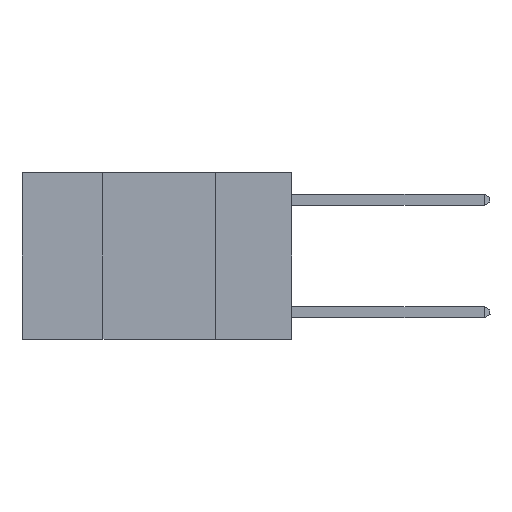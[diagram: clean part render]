
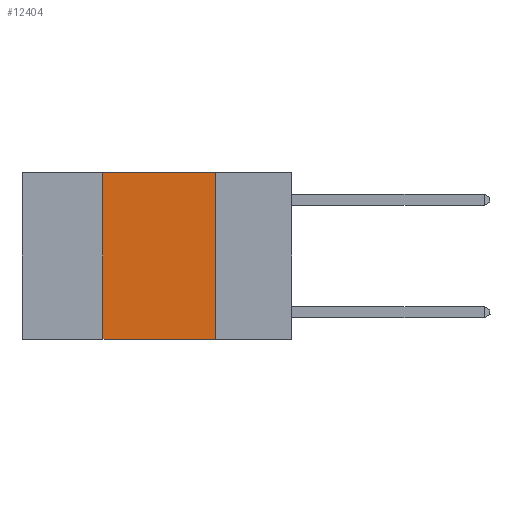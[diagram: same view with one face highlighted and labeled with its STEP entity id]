
A CAD part, left-side view. The second image highlights one B-rep face of the part: STEP entity #12404.
In plain terms, the highlighted planar face has unit normal (-1, 0, 0).
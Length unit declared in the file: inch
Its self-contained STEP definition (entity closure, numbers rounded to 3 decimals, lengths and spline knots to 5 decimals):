
#426 = DIRECTION ( 'NONE',  ( 0., 0., -1. ) ) ;
#520 = FACE_OUTER_BOUND ( 'NONE', #4807, .T. ) ;
#877 = VERTEX_POINT ( 'NONE', #10598 ) ;
#1136 = EDGE_CURVE ( 'NONE', #877, #1467, #17120, .T. ) ;
#1184 = ORIENTED_EDGE ( 'NONE', *, *, #10328, .T. ) ;
#1467 = VERTEX_POINT ( 'NONE', #2235 ) ;
#1730 = DIRECTION ( 'NONE',  ( 0., -1., 0. ) ) ;
#1775 = DIRECTION ( 'NONE',  ( 1., 0., 0. ) ) ;
#2235 = CARTESIAN_POINT ( 'NONE',  ( 0., 0.42, 0. ) ) ;
#2571 = VECTOR ( 'NONE', #1730, 39.37008 ) ;
#2698 = DIRECTION ( 'NONE',  ( 0., -1., 0. ) ) ;
#3356 = CARTESIAN_POINT ( 'NONE',  ( 0., 0.6, -0.37 ) ) ;
#3979 = CARTESIAN_POINT ( 'NONE',  ( 0., 0.42, 0. ) ) ;
#4807 = EDGE_LOOP ( 'NONE', ( #9756, #6554, #13148, #1184 ) ) ;
#5089 = PLANE ( 'NONE',  #14234 ) ;
#6454 = VERTEX_POINT ( 'NONE', #7681 ) ;
#6554 = ORIENTED_EDGE ( 'NONE', *, *, #14031, .F. ) ;
#6880 = DIRECTION ( 'NONE',  ( 0., 0., -1. ) ) ;
#7681 = CARTESIAN_POINT ( 'NONE',  ( 0., 0.17, 0. ) ) ;
#8460 = VECTOR ( 'NONE', #2698, 39.37008 ) ;
#9756 = ORIENTED_EDGE ( 'NONE', *, *, #13968, .F. ) ;
#10328 = EDGE_CURVE ( 'NONE', #877, #10364, #16285, .T. ) ;
#10364 = VERTEX_POINT ( 'NONE', #16574 ) ;
#10598 = CARTESIAN_POINT ( 'NONE',  ( 0., 0.42, -0.37 ) ) ;
#10664 = CARTESIAN_POINT ( 'NONE',  ( 0., 0.6, 0. ) ) ;
#12083 = CARTESIAN_POINT ( 'NONE',  ( 0., 0.17, 0. ) ) ;
#12404 = ADVANCED_FACE ( 'NONE', ( #520 ), #5089, .F. ) ;
#12826 = LINE ( 'NONE', #17361, #8460 ) ;
#13062 = DIRECTION ( 'NONE',  ( 0., 0., 1. ) ) ;
#13148 = ORIENTED_EDGE ( 'NONE', *, *, #1136, .F. ) ;
#13968 = EDGE_CURVE ( 'NONE', #6454, #10364, #15430, .T. ) ;
#14031 = EDGE_CURVE ( 'NONE', #1467, #6454, #12826, .T. ) ;
#14234 = AXIS2_PLACEMENT_3D ( 'NONE', #10664, #1775, #426 ) ;
#15430 = LINE ( 'NONE', #12083, #17965 ) ;
#16285 = LINE ( 'NONE', #3356, #2571 ) ;
#16453 = VECTOR ( 'NONE', #13062, 39.37008 ) ;
#16574 = CARTESIAN_POINT ( 'NONE',  ( 0., 0.17, -0.37 ) ) ;
#17120 = LINE ( 'NONE', #3979, #16453 ) ;
#17361 = CARTESIAN_POINT ( 'NONE',  ( 0., 0.6, 0. ) ) ;
#17965 = VECTOR ( 'NONE', #6880, 39.37008 ) ;
